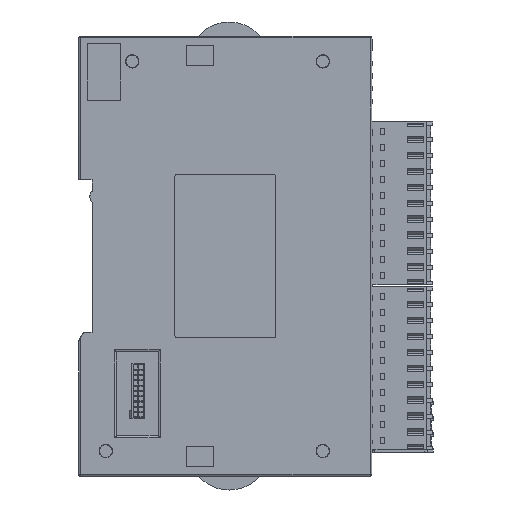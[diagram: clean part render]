
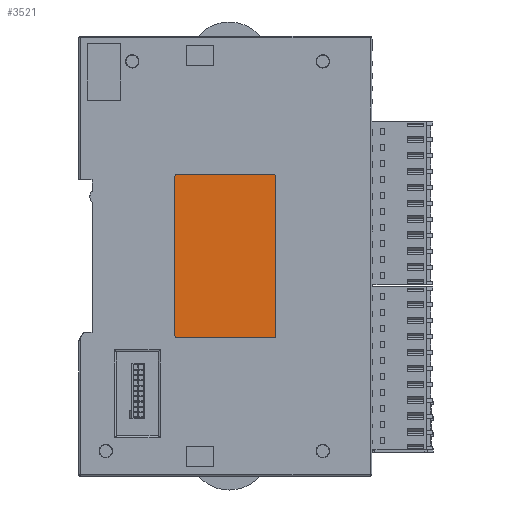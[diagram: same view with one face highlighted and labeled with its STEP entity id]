
A CAD part, left-side view. The second image highlights one B-rep face of the part: STEP entity #3521.
In plain terms, the highlighted planar face has unit normal (-1, 0, 0).
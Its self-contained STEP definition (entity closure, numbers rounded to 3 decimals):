
#1442=(
BOUNDED_CURVE()
B_SPLINE_CURVE(2,(#432978,#432979,#432980,#432981,#432982),
 .UNSPECIFIED.,.F.,.F.)
B_SPLINE_CURVE_WITH_KNOTS((3,2,3),(-0.828,-0.414,
0.),.UNSPECIFIED.)
CURVE()
GEOMETRIC_REPRESENTATION_ITEM()
RATIONAL_B_SPLINE_CURVE((1.,0.924,1.,0.924,1.))
REPRESENTATION_ITEM('')
);
#1444=(
BOUNDED_CURVE()
B_SPLINE_CURVE(2,(#432994,#432995,#432996,#432997,#432998),
 .UNSPECIFIED.,.F.,.F.)
B_SPLINE_CURVE_WITH_KNOTS((3,2,3),(-0.828,-0.414,
0.),.UNSPECIFIED.)
CURVE()
GEOMETRIC_REPRESENTATION_ITEM()
RATIONAL_B_SPLINE_CURVE((1.,0.924,1.,0.924,1.))
REPRESENTATION_ITEM('')
);
#1446=(
BOUNDED_CURVE()
B_SPLINE_CURVE(2,(#433010,#433011,#433012,#433013,#433014),
 .UNSPECIFIED.,.F.,.F.)
B_SPLINE_CURVE_WITH_KNOTS((3,2,3),(-0.828,-0.414,
0.),.UNSPECIFIED.)
CURVE()
GEOMETRIC_REPRESENTATION_ITEM()
RATIONAL_B_SPLINE_CURVE((1.,0.924,1.,0.924,1.))
REPRESENTATION_ITEM('')
);
#1448=(
BOUNDED_CURVE()
B_SPLINE_CURVE(2,(#433026,#433027,#433028,#433029,#433030),
 .UNSPECIFIED.,.F.,.F.)
B_SPLINE_CURVE_WITH_KNOTS((3,2,3),(-0.828,-0.414,
0.),.UNSPECIFIED.)
CURVE()
GEOMETRIC_REPRESENTATION_ITEM()
RATIONAL_B_SPLINE_CURVE((1.,0.924,1.,0.924,1.))
REPRESENTATION_ITEM('')
);
#3521=ADVANCED_FACE('',(#7707),#248944,.T.);
#7707=FACE_OUTER_BOUND('',#12028,.T.);
#12028=EDGE_LOOP('',(#66243,#66244,#66245,#66246,#66247,#66248,#66249,#66250));
#66243=ORIENTED_EDGE('',*,*,#132383,.T.);
#66244=ORIENTED_EDGE('',*,*,#131536,.T.);
#66245=ORIENTED_EDGE('',*,*,#132378,.T.);
#66246=ORIENTED_EDGE('',*,*,#131537,.T.);
#66247=ORIENTED_EDGE('',*,*,#132373,.T.);
#66248=ORIENTED_EDGE('',*,*,#131538,.T.);
#66249=ORIENTED_EDGE('',*,*,#132368,.T.);
#66250=ORIENTED_EDGE('',*,*,#131539,.T.);
#131536=EDGE_CURVE('',#243588,#243589,#187785,.T.);
#131537=EDGE_CURVE('',#243590,#243591,#187786,.T.);
#131538=EDGE_CURVE('',#243592,#243593,#187787,.T.);
#131539=EDGE_CURVE('',#243594,#243587,#187788,.T.);
#132368=EDGE_CURVE('',#243593,#243594,#1442,.T.);
#132373=EDGE_CURVE('',#243591,#243592,#1444,.T.);
#132378=EDGE_CURVE('',#243589,#243590,#1446,.T.);
#132383=EDGE_CURVE('',#243587,#243588,#1448,.T.);
#187785=B_SPLINE_CURVE_WITH_KNOTS('',1,(#431279,#431280),.UNSPECIFIED.,
 .F.,.F.,(2,2),(0.,38.),.UNSPECIFIED.);
#187786=B_SPLINE_CURVE_WITH_KNOTS('',1,(#431281,#431282),.UNSPECIFIED.,
 .F.,.F.,(2,2),(0.,23.),.UNSPECIFIED.);
#187787=B_SPLINE_CURVE_WITH_KNOTS('',1,(#431283,#431284),.UNSPECIFIED.,
 .F.,.F.,(2,2),(0.,38.),.UNSPECIFIED.);
#187788=B_SPLINE_CURVE_WITH_KNOTS('',1,(#431285,#431286),.UNSPECIFIED.,
 .F.,.F.,(2,2),(0.,23.),.UNSPECIFIED.);
#243587=VERTEX_POINT('',#419263);
#243588=VERTEX_POINT('',#419264);
#243589=VERTEX_POINT('',#419265);
#243590=VERTEX_POINT('',#419266);
#243591=VERTEX_POINT('',#419267);
#243592=VERTEX_POINT('',#419268);
#243593=VERTEX_POINT('',#419269);
#243594=VERTEX_POINT('',#419270);
#248944=PLANE('',#252897);
#252897=AXIS2_PLACEMENT_3D('',#411768,#256933,$);
#256933=DIRECTION('',(-1.,0.,0.));
#411768=CARTESIAN_POINT('',(-140.627,-75.951,-55.389));
#419263=CARTESIAN_POINT('',(-140.627,-101.863,-51.477));
#419264=CARTESIAN_POINT('',(-140.627,-102.363,-50.977));
#419265=CARTESIAN_POINT('',(-140.627,-102.363,-12.977));
#419266=CARTESIAN_POINT('',(-140.627,-101.863,-12.477));
#419267=CARTESIAN_POINT('',(-140.627,-78.863,-12.477));
#419268=CARTESIAN_POINT('',(-140.627,-78.363,-12.977));
#419269=CARTESIAN_POINT('',(-140.627,-78.363,-50.977));
#419270=CARTESIAN_POINT('',(-140.627,-78.863,-51.477));
#431279=CARTESIAN_POINT('',(-140.627,-102.363,-50.977));
#431280=CARTESIAN_POINT('',(-140.627,-102.363,-12.977));
#431281=CARTESIAN_POINT('',(-140.627,-101.863,-12.477));
#431282=CARTESIAN_POINT('',(-140.627,-78.863,-12.477));
#431283=CARTESIAN_POINT('',(-140.627,-78.363,-12.977));
#431284=CARTESIAN_POINT('',(-140.627,-78.363,-50.977));
#431285=CARTESIAN_POINT('',(-140.627,-78.863,-51.477));
#431286=CARTESIAN_POINT('',(-140.627,-101.863,-51.477));
#432978=CARTESIAN_POINT('',(-140.627,-78.363,-50.977));
#432979=CARTESIAN_POINT('',(-140.627,-78.363,-51.184));
#432980=CARTESIAN_POINT('',(-140.627,-78.509,-51.331));
#432981=CARTESIAN_POINT('',(-140.627,-78.656,-51.477));
#432982=CARTESIAN_POINT('',(-140.627,-78.863,-51.477));
#432994=CARTESIAN_POINT('',(-140.627,-78.863,-12.477));
#432995=CARTESIAN_POINT('',(-140.627,-78.656,-12.477));
#432996=CARTESIAN_POINT('',(-140.627,-78.509,-12.624));
#432997=CARTESIAN_POINT('',(-140.627,-78.363,-12.77));
#432998=CARTESIAN_POINT('',(-140.627,-78.363,-12.977));
#433010=CARTESIAN_POINT('',(-140.627,-102.363,-12.977));
#433011=CARTESIAN_POINT('',(-140.627,-102.363,-12.77));
#433012=CARTESIAN_POINT('',(-140.627,-102.217,-12.624));
#433013=CARTESIAN_POINT('',(-140.627,-102.07,-12.477));
#433014=CARTESIAN_POINT('',(-140.627,-101.863,-12.477));
#433026=CARTESIAN_POINT('',(-140.627,-101.863,-51.477));
#433027=CARTESIAN_POINT('',(-140.627,-102.07,-51.477));
#433028=CARTESIAN_POINT('',(-140.627,-102.217,-51.331));
#433029=CARTESIAN_POINT('',(-140.627,-102.363,-51.184));
#433030=CARTESIAN_POINT('',(-140.627,-102.363,-50.977));
